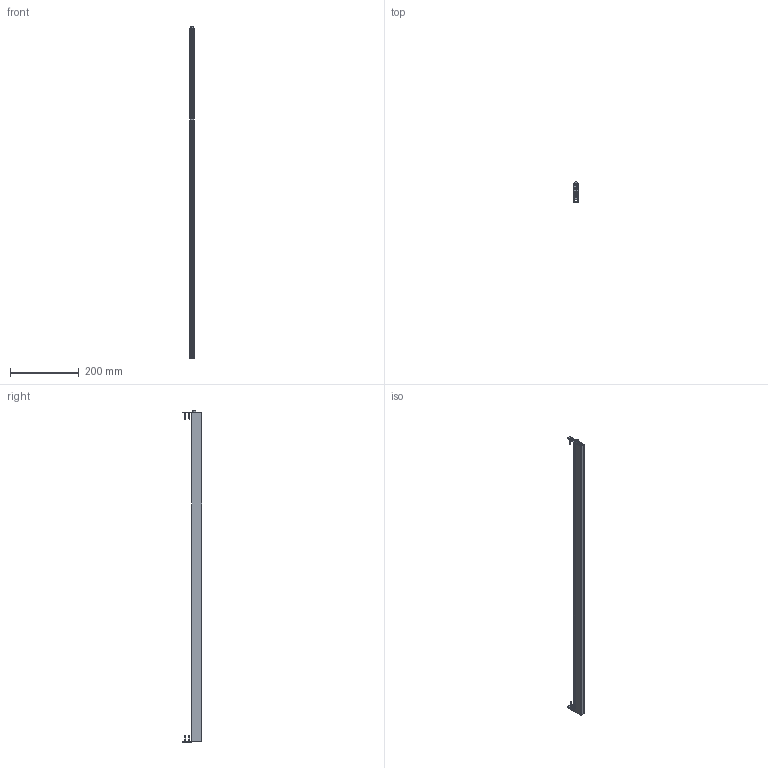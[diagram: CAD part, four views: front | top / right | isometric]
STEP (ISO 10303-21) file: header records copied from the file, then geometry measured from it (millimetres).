
FILE_DESCRIPTION (( 'STEP AP203' ), '1' );
FILE_NAME ('HS960.STEP', '2024-12-31T08:22:30', ( '' ), ( '' ), 'SwSTEP 2.0', 'SolidWorks 2023', '' );
FILE_SCHEMA (( 'CONFIG_CONTROL_DESIGN' ));
Length unit declared in the file: millimetre
Products named in the file (6): Betätigungsteil_HS; Aussengehäuse_HS_960; Schraube d3x20_01; HS960; Haltewinkel_HS_01; Innengeometrie_HS_960
Assembly tree (9 placements, depth 2):
  HS960
    Aussengehäuse_HS_960
    Betätigungsteil_HS
    Haltewinkel_HS_01  x2
    Schraube d3x20_01  x4
    Innengeometrie_HS_960
Bounding box: 13.2 x 58.03 x 966 mm (x, y, z)
Volume: 187255.3 mm3; surface area: 303013.4 mm2
Topology: 24 solids, 24 shells, 1171 faces, 3239 edges, 2144 vertices
Faces by surface type: plane 543, bspline 502, cylinder 100, cone 24, torus 2
Entity records: 46967 total; most frequent: CARTESIAN_POINT 26409, ORIENTED_EDGE 4852, DIRECTION 2690, EDGE_CURVE 2426, VERTEX_POINT 1613, LINE 1504, VECTOR 1504, EDGE_LOOP 973
